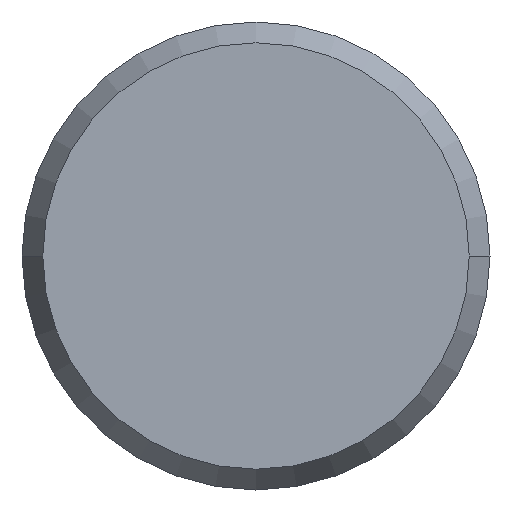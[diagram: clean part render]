
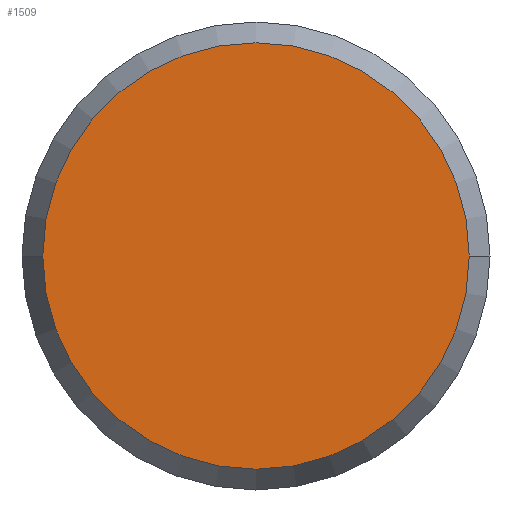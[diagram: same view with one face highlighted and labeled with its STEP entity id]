
A CAD part, front view. The second image highlights one B-rep face of the part: STEP entity #1509.
In plain terms, the highlighted planar face has unit normal (0, -1, 0).
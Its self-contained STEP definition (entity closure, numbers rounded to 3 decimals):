
#444=CARTESIAN_POINT('',(0.,-53.2,0.));
#445=DIRECTION('',(0.,1.,0.));
#446=DIRECTION('',(-1.,0.,0.));
#447=AXIS2_PLACEMENT_3D('',#444,#445,#446);
#449=CARTESIAN_POINT('',(0.,-53.2,0.));
#450=DIRECTION('',(0.,-1.,0.));
#451=DIRECTION('',(-1.,0.,0.));
#452=AXIS2_PLACEMENT_3D('',#449,#450,#451);
#462=CARTESIAN_POINT('',(-8.2,-53.2,0.));
#463=VERTEX_POINT('',#462);
#464=CARTESIAN_POINT('',(8.2,-53.2,0.));
#465=VERTEX_POINT('',#464);
#1500=CARTESIAN_POINT('',(0.,-53.2,0.));
#1501=DIRECTION('',(0.,-1.,0.));
#1502=DIRECTION('',(1.,0.,0.));
#1503=AXIS2_PLACEMENT_3D('',#1500,#1501,#1502);
#1504=PLANE('',#1503);
#1505=ORIENTED_EDGE('',*,*,#1468,.T.);
#1506=ORIENTED_EDGE('',*,*,#1486,.F.);
#1507=EDGE_LOOP('',(#1505,#1506));
#1508=FACE_OUTER_BOUND('',#1507,.F.);
#1509=ADVANCED_FACE('',(#1508),#1504,.T.);
#448=CIRCLE('',#447,8.2);
#453=CIRCLE('',#452,8.2);
#1468=EDGE_CURVE('',#463,#465,#448,.T.);
#1486=EDGE_CURVE('',#463,#465,#453,.T.);
